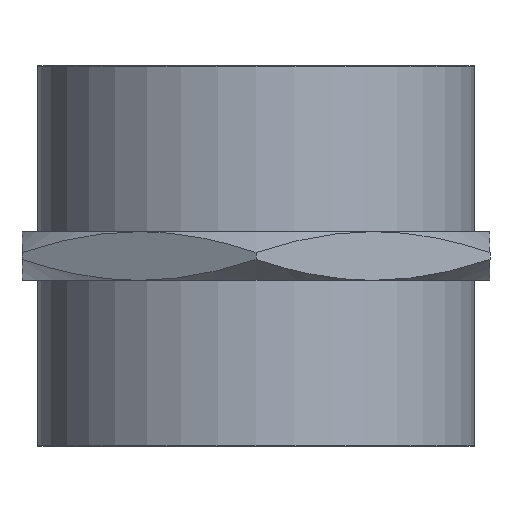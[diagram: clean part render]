
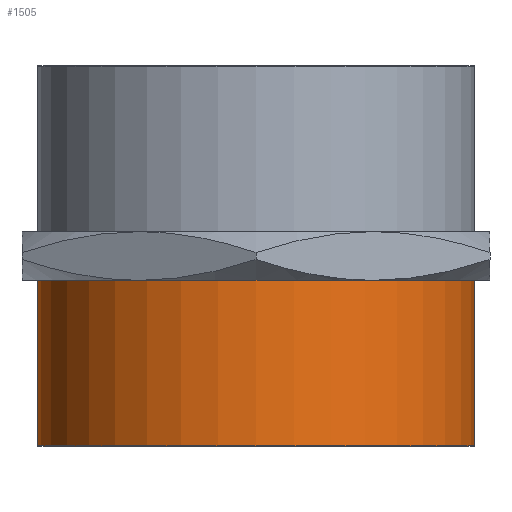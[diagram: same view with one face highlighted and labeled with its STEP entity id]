
A CAD part, left-side view. The second image highlights one B-rep face of the part: STEP entity #1505.
In plain terms, the highlighted cylindrical face has radius 22.422 mm (diameter 44.845 mm), a full revolution.
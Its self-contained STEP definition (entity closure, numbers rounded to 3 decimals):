
#662=CYLINDRICAL_SURFACE('',#1452,22.423);
#821=ORIENTED_EDGE('',*,*,#952,.F.);
#822=ORIENTED_EDGE('',*,*,#975,.T.);
#864=CIRCLE('',#1418,22.423);
#865=CIRCLE('',#1453,22.423);
#902=VERTEX_POINT('',#1310);
#911=VERTEX_POINT('',#1358);
#952=EDGE_CURVE('',#902,#902,#864,.T.);
#975=EDGE_CURVE('',#911,#911,#865,.T.);
#1005=EDGE_LOOP('',(#821));
#1006=EDGE_LOOP('',(#822));
#1045=FACE_BOUND('',#1005,.T.);
#1046=FACE_BOUND('',#1006,.T.);
#1137=DIRECTION('',(0.,0.,1.));
#1138=DIRECTION('',(22.423,0.,0.));
#1209=DIRECTION('',(0.,0.,-1.));
#1210=DIRECTION('',(1.,0.,0.));
#1211=DIRECTION('',(0.,0.,1.));
#1212=DIRECTION('',(0.,22.423,0.));
#1310=CARTESIAN_POINT('',(45.208,0.,46.359));
#1311=CARTESIAN_POINT('',(22.786,0.,46.359));
#1357=CARTESIAN_POINT('',(22.786,0.,46.359));
#1358=CARTESIAN_POINT('',(22.786,22.423,29.38));
#1359=CARTESIAN_POINT('',(22.786,0.,29.38));
#1418=AXIS2_PLACEMENT_3D('',#1311,#1137,#1138);
#1452=AXIS2_PLACEMENT_3D('',#1357,#1209,#1210);
#1453=AXIS2_PLACEMENT_3D('',#1359,#1211,#1212);
#1505=ADVANCED_FACE('',(#1045,#1046),#662,.T.);
